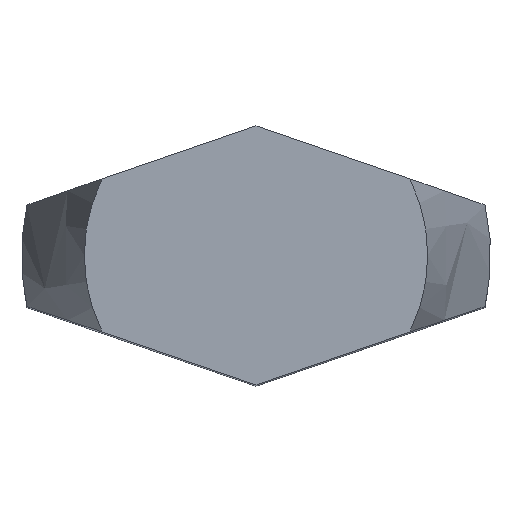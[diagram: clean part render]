
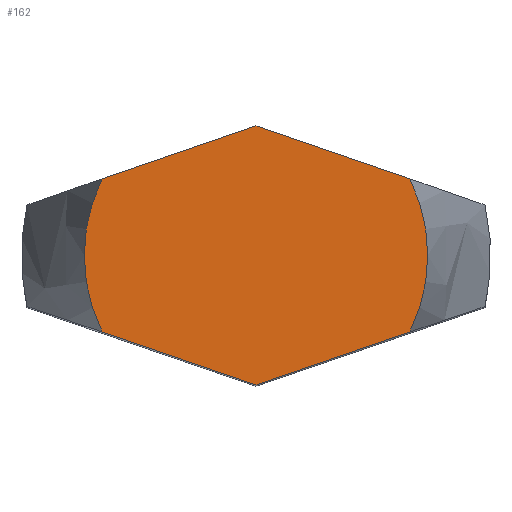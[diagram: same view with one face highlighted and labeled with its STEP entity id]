
A CAD part, top view. The second image highlights one B-rep face of the part: STEP entity #162.
In plain terms, the highlighted planar face has unit normal (0, 0, 1).
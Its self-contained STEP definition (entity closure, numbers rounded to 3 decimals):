
#136=VERTEX_POINT('',#300);
#148=EDGE_CURVE('',#170,#158,#314,.T.);
#158=VERTEX_POINT('',#324);
#162=ADVANCED_FACE('',(#328),#329,.T.);
#164=VERTEX_POINT('',#331);
#166=EDGE_CURVE('',#136,#226,#333,.T.);
#170=VERTEX_POINT('',#337);
#190=VERTEX_POINT('',#360);
#212=EDGE_CURVE('',#164,#136,#387,.T.);
#214=EDGE_CURVE('',#226,#170,#389,.T.);
#226=VERTEX_POINT('',#402);
#232=EDGE_CURVE('',#158,#190,#408,.T.);
#236=EDGE_CURVE('',#190,#164,#412,.T.);
#300=CARTESIAN_POINT('',(0.0,3.311,18.0));
#314=LINE('',#525,#526);
#324=CARTESIAN_POINT('',(0.0,-3.311,18.0));
#328=FACE_OUTER_BOUND('',#548,.T.);
#329=PLANE('',#549);
#331=CARTESIAN_POINT('',(3.93,1.961,18.0));
#333=LINE('',#554,#555);
#337=CARTESIAN_POINT('',(-3.93,-1.961,18.0));
#360=CARTESIAN_POINT('',(3.93,-1.961,18.0));
#387=LINE('',#631,#632);
#389=CIRCLE('',#635,4.392);
#402=CARTESIAN_POINT('',(-3.93,1.961,18.0));
#408=LINE('',#658,#659);
#412=CIRCLE('',#664,4.392);
#525=CARTESIAN_POINT('',(-3.171,-2.222,18.0));
#526=VECTOR('',#736,1.0);
#548=EDGE_LOOP('',(#742,#743,#744,#745,#746,#747));
#549=AXIS2_PLACEMENT_3D('',#748,#749,#750);
#554=CARTESIAN_POINT('',(-0.846,3.02,18.0));
#555=VECTOR('',#751,1.0);
#631=CARTESIAN_POINT('',(3.846,1.99,18.0));
#632=VECTOR('',#829,1.0);
#635=AXIS2_PLACEMENT_3D('',#830,#831,#832);
#658=CARTESIAN_POINT('',(0.171,-3.252,18.0));
#659=VECTOR('',#845,1.0);
#664=AXIS2_PLACEMENT_3D('',#846,#847,#848);
#736=DIRECTION('',(0.946,-0.325,0.0));
#742=ORIENTED_EDGE('',*,*,#148,.T.);
#743=ORIENTED_EDGE('',*,*,#232,.T.);
#744=ORIENTED_EDGE('',*,*,#236,.T.);
#745=ORIENTED_EDGE('',*,*,#212,.T.);
#746=ORIENTED_EDGE('',*,*,#166,.T.);
#747=ORIENTED_EDGE('',*,*,#214,.T.);
#748=CARTESIAN_POINT('',(0.,-2.196,18.0));
#749=DIRECTION('',(0.0,0.0,1.0));
#750=DIRECTION('',(0.,-1.0,0.0));
#751=DIRECTION('',(-0.946,-0.325,0.0));
#829=DIRECTION('',(-0.946,0.325,0.0));
#830=CARTESIAN_POINT('',(0.,0.,18.0));
#831=DIRECTION('',(0.0,0.0,1.0));
#832=DIRECTION('',(0.,-1.0,0.0));
#845=DIRECTION('',(0.946,0.325,0.0));
#846=CARTESIAN_POINT('',(0.,0.,18.0));
#847=DIRECTION('',(0.0,0.0,1.0));
#848=DIRECTION('',(0.,-1.0,0.0));
